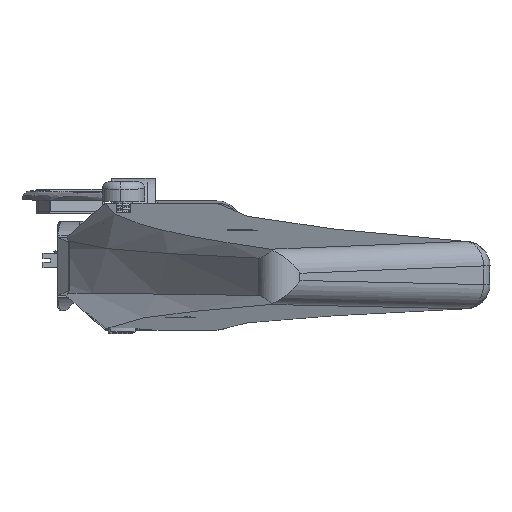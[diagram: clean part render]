
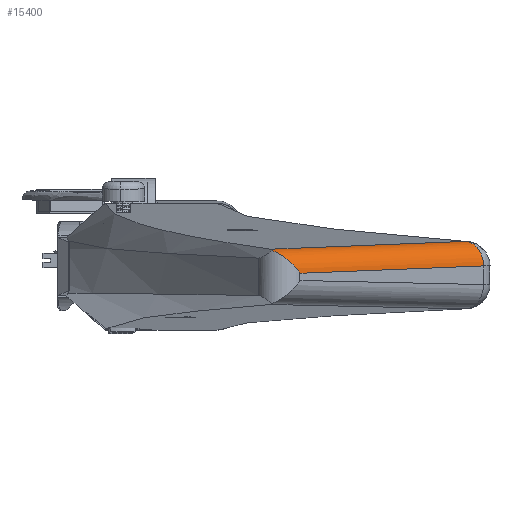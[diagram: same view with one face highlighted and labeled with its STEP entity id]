
A CAD part, left-side view. The second image highlights one B-rep face of the part: STEP entity #15400.
In plain terms, the highlighted cylindrical face has radius 10 mm (diameter 20 mm), a partial arc.
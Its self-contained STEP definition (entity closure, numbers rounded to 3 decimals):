
#1726 = CARTESIAN_POINT ( 'NONE',  ( -227.341, 266.147, 352.845 ) ) ;
#2075 = B_SPLINE_CURVE_WITH_KNOTS ( 'NONE', 3,
 ( #26275, #13885, #16017, #3478, #18079, #5568, #20162, #7666 ),
 .UNSPECIFIED., .F., .F.,
 ( 4, 2, 2, 4 ),
 ( 0.009, 0.01, 0.011, 0.013 ),
 .UNSPECIFIED. ) ;
#2388 =( BOUNDED_CURVE ( )  B_SPLINE_CURVE ( 3, ( #20409, #5805, #1726, #16328 ),
 .UNSPECIFIED., .F., .F. ) 
 B_SPLINE_CURVE_WITH_KNOTS ( ( 4, 4 ),
 ( 4.712, 5.958 ),
 .UNSPECIFIED. ) 
 CURVE ( )  GEOMETRIC_REPRESENTATION_ITEM ( )  RATIONAL_B_SPLINE_CURVE ( ( 1., 0.875, 0.875, 1. ) ) 
 REPRESENTATION_ITEM ( '' )  );
#2864 = VERTEX_POINT ( 'NONE', #4462 ) ;
#2924 = VECTOR ( 'NONE', #11038, 1000. ) ;
#2988 = ORIENTED_EDGE ( 'NONE', *, *, #6736, .F. ) ;
#3428 = EDGE_CURVE ( 'NONE', #12680, #6095, #16527, .T. ) ;
#3478 = CARTESIAN_POINT ( 'NONE',  ( -224.256, 270.27, 354.545 ) ) ;
#4462 = CARTESIAN_POINT ( 'NONE',  ( -225.562, 270.216, 354.25 ) ) ;
#5387 = VECTOR ( 'NONE', #18503, 1000. ) ;
#5568 = CARTESIAN_POINT ( 'NONE',  ( -222.95, 270.414, 354.762 ) ) ;
#5640 = DIRECTION ( 'NONE',  ( -0.674, -0.739, -0.005 ) ) ;
#5724 = FACE_OUTER_BOUND ( 'NONE', #26007, .T. ) ;
#5805 = CARTESIAN_POINT ( 'NONE',  ( -226.393, 261.797, 349.316 ) ) ;
#6095 = VERTEX_POINT ( 'NONE', #21349 ) ;
#6170 = EDGE_CURVE ( 'NONE', #9211, #6348, #15384, .T. ) ;
#6348 = VERTEX_POINT ( 'NONE', #20235 ) ;
#6736 = EDGE_CURVE ( 'NONE', #2864, #12680, #2075, .T. ) ;
#6784 = ORIENTED_EDGE ( 'NONE', *, *, #3428, .F. ) ;
#7122 = EDGE_CURVE ( 'NONE', #6348, #2864, #2388, .T. ) ;
#7645 = CIRCLE ( 'NONE', #12261, 10. ) ;
#7666 = CARTESIAN_POINT ( 'NONE',  ( -221.644, 270.702, 354.857 ) ) ;
#9211 = VERTEX_POINT ( 'NONE', #17305 ) ;
#9544 = EDGE_CURVE ( 'NONE', #6095, #9211, #7645, .T. ) ;
#10590 = ORIENTED_EDGE ( 'NONE', *, *, #6170, .F. ) ;
#11038 = DIRECTION ( 'NONE',  ( -0.738, 0.674, -0.027 ) ) ;
#11736 = DIRECTION ( 'NONE',  ( 0.738, -0.674, 0.027 ) ) ;
#12261 = AXIS2_PLACEMENT_3D ( 'NONE', #24187, #11736, #26219 ) ;
#12680 = VERTEX_POINT ( 'NONE', #25772 ) ;
#13885 = CARTESIAN_POINT ( 'NONE',  ( -225.237, 270.219, 354.332 ) ) ;
#14843 = AXIS2_PLACEMENT_3D ( 'NONE', #24321, #26259, #5640 ) ;
#15384 = LINE ( 'NONE', #23516, #2924 ) ;
#15400 = ADVANCED_FACE ( 'NONE', ( #5724 ), #19764, .T. ) ;
#16017 = CARTESIAN_POINT ( 'NONE',  ( -224.909, 270.23, 354.408 ) ) ;
#16328 = CARTESIAN_POINT ( 'NONE',  ( -225.562, 270.216, 354.25 ) ) ;
#16527 = LINE ( 'NONE', #26691, #5387 ) ;
#17305 = CARTESIAN_POINT ( 'NONE',  ( -140.624, 183.553, 347.99 ) ) ;
#18079 = CARTESIAN_POINT ( 'NONE',  ( -223.929, 270.298, 354.606 ) ) ;
#18503 = DIRECTION ( 'NONE',  ( 0.738, -0.674, 0.027 ) ) ;
#19764 = CYLINDRICAL_SURFACE ( 'NONE', #14843, 10. ) ;
#20162 = CARTESIAN_POINT ( 'NONE',  ( -222.297, 270.531, 354.833 ) ) ;
#20235 = CARTESIAN_POINT ( 'NONE',  ( -223.074, 258.801, 344.989 ) ) ;
#20409 = CARTESIAN_POINT ( 'NONE',  ( -223.074, 258.801, 344.989 ) ) ;
#21326 = ORIENTED_EDGE ( 'NONE', *, *, #9544, .F. ) ;
#21349 = CARTESIAN_POINT ( 'NONE',  ( -134.247, 190.94, 358.038 ) ) ;
#23516 = CARTESIAN_POINT ( 'NONE',  ( -232.677, 267.565, 344.64 ) ) ;
#24187 = CARTESIAN_POINT ( 'NONE',  ( -133.884, 190.94, 348.044 ) ) ;
#24321 = CARTESIAN_POINT ( 'NONE',  ( 131.131, -50.923, 357.689 ) ) ;
#25772 = CARTESIAN_POINT ( 'NONE',  ( -221.644, 270.702, 354.857 ) ) ;
#25877 = ORIENTED_EDGE ( 'NONE', *, *, #7122, .F. ) ;
#26007 = EDGE_LOOP ( 'NONE', ( #6784, #2988, #25877, #10590, #21326 ) ) ;
#26219 = DIRECTION ( 'NONE',  ( 0.674, 0.739, 0.005 ) ) ;
#26259 = DIRECTION ( 'NONE',  ( -0.738, 0.674, -0.027 ) ) ;
#26275 = CARTESIAN_POINT ( 'NONE',  ( -225.562, 270.216, 354.25 ) ) ;
#26691 = CARTESIAN_POINT ( 'NONE',  ( -129.239, 186.369, 358.22 ) ) ;
